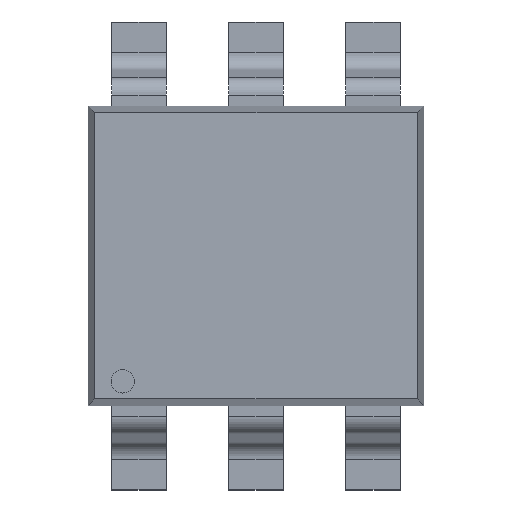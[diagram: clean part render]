
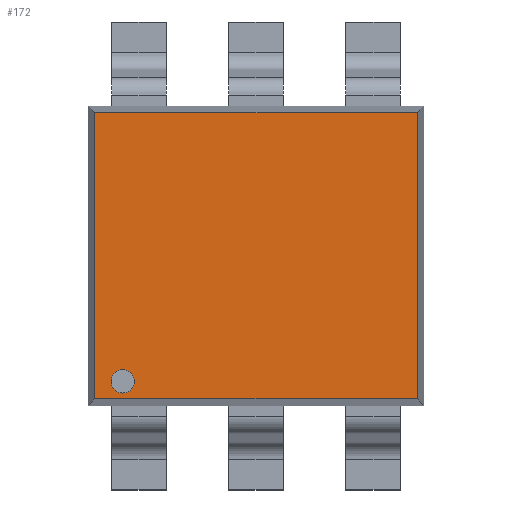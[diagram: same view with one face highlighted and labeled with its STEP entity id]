
A CAD part, top view. The second image highlights one B-rep face of the part: STEP entity #172.
In plain terms, the highlighted planar face has unit normal (0, 0, 1).
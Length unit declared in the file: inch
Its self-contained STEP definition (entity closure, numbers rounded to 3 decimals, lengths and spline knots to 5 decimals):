
#81 = EDGE_LOOP ( 'NONE', ( #82, #84 ) ) ;
#82 = ORIENTED_EDGE ( 'NONE', *, *, #83, .F. ) ;
#83 = EDGE_CURVE ( 'NONE', #274, #271, #1369, .T. ) ;
#84 = ORIENTED_EDGE ( 'NONE', *, *, #273, .F. ) ;
#85 = EDGE_LOOP ( 'NONE', ( #86, #173, #176, #179 ) ) ;
#86 = ORIENTED_EDGE ( 'NONE', *, *, #87, .T. ) ;
#87 = EDGE_CURVE ( 'NONE', #88, #89, #1364, .T. ) ;
#88 = VERTEX_POINT ( 'NONE', #1418 ) ;
#89 = VERTEX_POINT ( 'NONE', #1417 ) ;
#172 = ADVANCED_FACE ( 'NONE', ( #1644, #1643 ), #1679, .F. ) ;
#173 = ORIENTED_EDGE ( 'NONE', *, *, #174, .T. ) ;
#174 = EDGE_CURVE ( 'NONE', #89, #175, #1678, .T. ) ;
#175 = VERTEX_POINT ( 'NONE', #1670 ) ;
#176 = ORIENTED_EDGE ( 'NONE', *, *, #177, .T. ) ;
#177 = EDGE_CURVE ( 'NONE', #175, #178, #1669, .T. ) ;
#178 = VERTEX_POINT ( 'NONE', #1713 ) ;
#179 = ORIENTED_EDGE ( 'NONE', *, *, #180, .T. ) ;
#180 = EDGE_CURVE ( 'NONE', #178, #88, #1711, .T. ) ;
#271 = VERTEX_POINT ( 'NONE', #1891 ) ;
#273 = EDGE_CURVE ( 'NONE', #271, #274, #1948, .T. ) ;
#274 = VERTEX_POINT ( 'NONE', #1943 ) ;
#1361 = DIRECTION ( 'NONE',  ( 0., -1., 0. ) ) ;
#1362 = VECTOR ( 'NONE', #1361, 39.37008 ) ;
#1363 = CARTESIAN_POINT ( 'NONE',  ( -0.01931, 0.035, 0.138 ) ) ;
#1364 = LINE ( 'NONE', #1363, #1362 ) ;
#1365 = DIRECTION ( 'NONE',  ( 1., 0., 0. ) ) ;
#1366 = DIRECTION ( 'NONE',  ( 0., 0., 1. ) ) ;
#1367 = CARTESIAN_POINT ( 'NONE',  ( 0.00468, 0.05563, 0.138 ) ) ;
#1368 = AXIS2_PLACEMENT_3D ( 'NONE', #1367, #1366, #1365 ) ;
#1369 = CIRCLE ( 'NONE', #1368, 0.01 ) ;
#1417 = CARTESIAN_POINT ( 'NONE',  ( -0.01931, 0.04069, 0.138 ) ) ;
#1418 = CARTESIAN_POINT ( 'NONE',  ( -0.01931, 0.28531, 0.138 ) ) ;
#1643 = FACE_OUTER_BOUND ( 'NONE', #85, .T. ) ;
#1644 = FACE_BOUND ( 'NONE', #81, .T. ) ;
#1668 = CARTESIAN_POINT ( 'NONE',  ( 0.25631, 0.035, 0.138 ) ) ;
#1669 = LINE ( 'NONE', #1668, #1715 ) ;
#1670 = CARTESIAN_POINT ( 'NONE',  ( 0.25631, 0.04069, 0.138 ) ) ;
#1671 = DIRECTION ( 'NONE',  ( 1., 0., 0. ) ) ;
#1672 = VECTOR ( 'NONE', #1671, 39.37008 ) ;
#1673 = CARTESIAN_POINT ( 'NONE',  ( 0.262, 0.04069, 0.138 ) ) ;
#1674 = DIRECTION ( 'NONE',  ( -1., 0., 0. ) ) ;
#1675 = DIRECTION ( 'NONE',  ( 0., 0., -1. ) ) ;
#1676 = CARTESIAN_POINT ( 'NONE',  ( -0.025, 0.035, 0.138 ) ) ;
#1677 = AXIS2_PLACEMENT_3D ( 'NONE', #1676, #1675, #1674 ) ;
#1678 = LINE ( 'NONE', #1673, #1672 ) ;
#1679 = PLANE ( 'NONE',  #1677 ) ;
#1708 = DIRECTION ( 'NONE',  ( -1., 0., 0. ) ) ;
#1709 = VECTOR ( 'NONE', #1708, 39.37008 ) ;
#1710 = CARTESIAN_POINT ( 'NONE',  ( -0.025, 0.28531, 0.138 ) ) ;
#1711 = LINE ( 'NONE', #1710, #1709 ) ;
#1713 = CARTESIAN_POINT ( 'NONE',  ( 0.25631, 0.28531, 0.138 ) ) ;
#1714 = DIRECTION ( 'NONE',  ( 0., 1., 0. ) ) ;
#1715 = VECTOR ( 'NONE', #1714, 39.37008 ) ;
#1891 = CARTESIAN_POINT ( 'NONE',  ( -0.00532, 0.05563, 0.138 ) ) ;
#1943 = CARTESIAN_POINT ( 'NONE',  ( 0.01468, 0.05563, 0.138 ) ) ;
#1944 = DIRECTION ( 'NONE',  ( 1., 0., 0. ) ) ;
#1945 = DIRECTION ( 'NONE',  ( 0., 0., 1. ) ) ;
#1946 = CARTESIAN_POINT ( 'NONE',  ( 0.00468, 0.05563, 0.138 ) ) ;
#1947 = AXIS2_PLACEMENT_3D ( 'NONE', #1946, #1945, #1944 ) ;
#1948 = CIRCLE ( 'NONE', #1947, 0.01 ) ;
